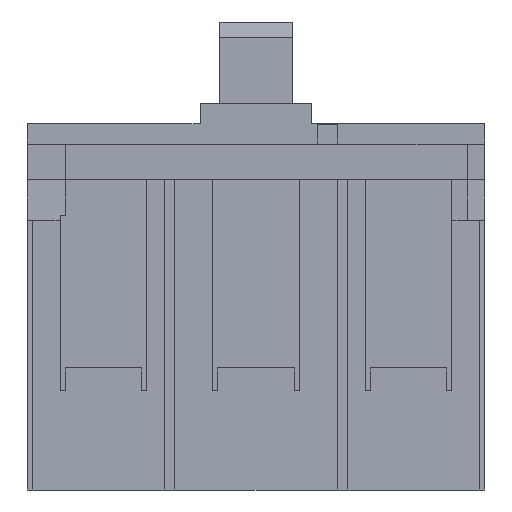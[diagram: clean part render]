
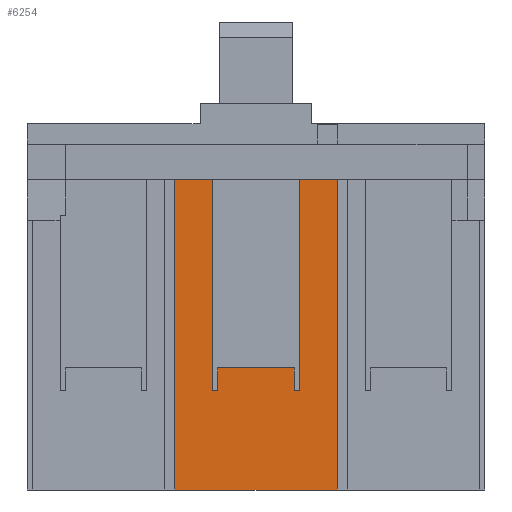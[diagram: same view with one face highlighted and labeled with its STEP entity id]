
A CAD part, front view. The second image highlights one B-rep face of the part: STEP entity #6254.
In plain terms, the highlighted free-form (B-spline) face has degree [1, 1] with [2, 2] control points.
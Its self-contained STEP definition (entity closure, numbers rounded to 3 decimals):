
#6254 = ADVANCED_FACE('',(#6255),#6269,.T.);
#6255 = FACE_BOUND('',#6256,.T.);
#6256 = EDGE_LOOP('',(#6257,#6279,#6294,#6309,#6324,#6339,#6354,#6369,
    #6384,#6399,#6414,#6429));
#6257 = ORIENTED_EDGE('',*,*,#6258,.T.);
#6258 = EDGE_CURVE('',#6259,#6261,#6263,.T.);
#6259 = VERTEX_POINT('',#6260);
#6260 = CARTESIAN_POINT('',(-16.,0.,0.));
#6261 = VERTEX_POINT('',#6262);
#6262 = CARTESIAN_POINT('',(-16.,0.,61.));
#6263 = SURFACE_CURVE('',#6264,(#6268),.PCURVE_S1.);
#6264 = LINE('',#6265,#6266);
#6265 = CARTESIAN_POINT('',(-16.,0.,0.));
#6266 = VECTOR('',#6267,1.);
#6267 = DIRECTION('',(0.,0.,1.));
#6268 = PCURVE('',#6269,#6274);
#6269 = B_SPLINE_SURFACE_WITH_KNOTS('',1,1,(
    (#6270,#6271)
    ,(#6272,#6273
    )),.UNSPECIFIED.,.F.,.F.,.F.,(2,2),(2,2),(0.,1.),(0.,1.),
  .PIECEWISE_BEZIER_KNOTS.);
#6270 = CARTESIAN_POINT('',(-16.,0.,0.));
#6271 = CARTESIAN_POINT('',(16.,0.,0.));
#6272 = CARTESIAN_POINT('',(-16.,0.,61.));
#6273 = CARTESIAN_POINT('',(16.,0.,61.));
#6274 = DEFINITIONAL_REPRESENTATION('',(#6275),#6278);
#6275 = B_SPLINE_CURVE_WITH_KNOTS('',1,(#6276,#6277),.UNSPECIFIED.,.F.,
  .F.,(2,2),(0.,61.),.PIECEWISE_BEZIER_KNOTS.);
#6276 = CARTESIAN_POINT('',(0.,0.));
#6277 = CARTESIAN_POINT('',(1.,0.));
#6278 = ( GEOMETRIC_REPRESENTATION_CONTEXT(2) 
PARAMETRIC_REPRESENTATION_CONTEXT() REPRESENTATION_CONTEXT('2D SPACE',''
  ) );
#6279 = ORIENTED_EDGE('',*,*,#6280,.T.);
#6280 = EDGE_CURVE('',#6261,#6281,#6283,.T.);
#6281 = VERTEX_POINT('',#6282);
#6282 = CARTESIAN_POINT('',(-8.5,0.,61.));
#6283 = SURFACE_CURVE('',#6284,(#6288),.PCURVE_S1.);
#6284 = LINE('',#6285,#6286);
#6285 = CARTESIAN_POINT('',(-16.,0.,61.));
#6286 = VECTOR('',#6287,1.);
#6287 = DIRECTION('',(1.,0.,0.));
#6288 = PCURVE('',#6269,#6289);
#6289 = DEFINITIONAL_REPRESENTATION('',(#6290),#6293);
#6290 = B_SPLINE_CURVE_WITH_KNOTS('',1,(#6291,#6292),.UNSPECIFIED.,.F.,
  .F.,(2,2),(0.,7.5),.PIECEWISE_BEZIER_KNOTS.);
#6291 = CARTESIAN_POINT('',(1.,0.));
#6292 = CARTESIAN_POINT('',(1.,0.234));
#6293 = ( GEOMETRIC_REPRESENTATION_CONTEXT(2) 
PARAMETRIC_REPRESENTATION_CONTEXT() REPRESENTATION_CONTEXT('2D SPACE',''
  ) );
#6294 = ORIENTED_EDGE('',*,*,#6295,.T.);
#6295 = EDGE_CURVE('',#6281,#6296,#6298,.T.);
#6296 = VERTEX_POINT('',#6297);
#6297 = CARTESIAN_POINT('',(-8.5,0.,19.5));
#6298 = SURFACE_CURVE('',#6299,(#6303),.PCURVE_S1.);
#6299 = LINE('',#6300,#6301);
#6300 = CARTESIAN_POINT('',(-8.5,0.,61.));
#6301 = VECTOR('',#6302,1.);
#6302 = DIRECTION('',(0.,0.,-1.));
#6303 = PCURVE('',#6269,#6304);
#6304 = DEFINITIONAL_REPRESENTATION('',(#6305),#6308);
#6305 = B_SPLINE_CURVE_WITH_KNOTS('',1,(#6306,#6307),.UNSPECIFIED.,.F.,
  .F.,(2,2),(0.,41.5),.PIECEWISE_BEZIER_KNOTS.);
#6306 = CARTESIAN_POINT('',(1.,0.234));
#6307 = CARTESIAN_POINT('',(0.32,0.234));
#6308 = ( GEOMETRIC_REPRESENTATION_CONTEXT(2) 
PARAMETRIC_REPRESENTATION_CONTEXT() REPRESENTATION_CONTEXT('2D SPACE',''
  ) );
#6309 = ORIENTED_EDGE('',*,*,#6310,.T.);
#6310 = EDGE_CURVE('',#6296,#6311,#6313,.T.);
#6311 = VERTEX_POINT('',#6312);
#6312 = CARTESIAN_POINT('',(-7.5,0.,19.5));
#6313 = SURFACE_CURVE('',#6314,(#6318),.PCURVE_S1.);
#6314 = LINE('',#6315,#6316);
#6315 = CARTESIAN_POINT('',(-8.5,0.,19.5));
#6316 = VECTOR('',#6317,1.);
#6317 = DIRECTION('',(1.,0.,0.));
#6318 = PCURVE('',#6269,#6319);
#6319 = DEFINITIONAL_REPRESENTATION('',(#6320),#6323);
#6320 = B_SPLINE_CURVE_WITH_KNOTS('',1,(#6321,#6322),.UNSPECIFIED.,.F.,
  .F.,(2,2),(0.,1.),.PIECEWISE_BEZIER_KNOTS.);
#6321 = CARTESIAN_POINT('',(0.32,0.234));
#6322 = CARTESIAN_POINT('',(0.32,0.266));
#6323 = ( GEOMETRIC_REPRESENTATION_CONTEXT(2) 
PARAMETRIC_REPRESENTATION_CONTEXT() REPRESENTATION_CONTEXT('2D SPACE',''
  ) );
#6324 = ORIENTED_EDGE('',*,*,#6325,.T.);
#6325 = EDGE_CURVE('',#6311,#6326,#6328,.T.);
#6326 = VERTEX_POINT('',#6327);
#6327 = CARTESIAN_POINT('',(-7.5,0.,24.));
#6328 = SURFACE_CURVE('',#6329,(#6333),.PCURVE_S1.);
#6329 = LINE('',#6330,#6331);
#6330 = CARTESIAN_POINT('',(-7.5,0.,19.5));
#6331 = VECTOR('',#6332,1.);
#6332 = DIRECTION('',(0.,0.,1.));
#6333 = PCURVE('',#6269,#6334);
#6334 = DEFINITIONAL_REPRESENTATION('',(#6335),#6338);
#6335 = B_SPLINE_CURVE_WITH_KNOTS('',1,(#6336,#6337),.UNSPECIFIED.,.F.,
  .F.,(2,2),(0.,4.5),.PIECEWISE_BEZIER_KNOTS.);
#6336 = CARTESIAN_POINT('',(0.32,0.266));
#6337 = CARTESIAN_POINT('',(0.393,0.266));
#6338 = ( GEOMETRIC_REPRESENTATION_CONTEXT(2) 
PARAMETRIC_REPRESENTATION_CONTEXT() REPRESENTATION_CONTEXT('2D SPACE',''
  ) );
#6339 = ORIENTED_EDGE('',*,*,#6340,.T.);
#6340 = EDGE_CURVE('',#6326,#6341,#6343,.T.);
#6341 = VERTEX_POINT('',#6342);
#6342 = CARTESIAN_POINT('',(7.5,0.,24.));
#6343 = SURFACE_CURVE('',#6344,(#6348),.PCURVE_S1.);
#6344 = LINE('',#6345,#6346);
#6345 = CARTESIAN_POINT('',(-7.5,0.,24.));
#6346 = VECTOR('',#6347,1.);
#6347 = DIRECTION('',(1.,0.,0.));
#6348 = PCURVE('',#6269,#6349);
#6349 = DEFINITIONAL_REPRESENTATION('',(#6350),#6353);
#6350 = B_SPLINE_CURVE_WITH_KNOTS('',1,(#6351,#6352),.UNSPECIFIED.,.F.,
  .F.,(2,2),(0.,15.),.PIECEWISE_BEZIER_KNOTS.);
#6351 = CARTESIAN_POINT('',(0.393,0.266));
#6352 = CARTESIAN_POINT('',(0.393,0.734));
#6353 = ( GEOMETRIC_REPRESENTATION_CONTEXT(2) 
PARAMETRIC_REPRESENTATION_CONTEXT() REPRESENTATION_CONTEXT('2D SPACE',''
  ) );
#6354 = ORIENTED_EDGE('',*,*,#6355,.T.);
#6355 = EDGE_CURVE('',#6341,#6356,#6358,.T.);
#6356 = VERTEX_POINT('',#6357);
#6357 = CARTESIAN_POINT('',(7.5,0.,19.5));
#6358 = SURFACE_CURVE('',#6359,(#6363),.PCURVE_S1.);
#6359 = LINE('',#6360,#6361);
#6360 = CARTESIAN_POINT('',(7.5,0.,24.));
#6361 = VECTOR('',#6362,1.);
#6362 = DIRECTION('',(0.,0.,-1.));
#6363 = PCURVE('',#6269,#6364);
#6364 = DEFINITIONAL_REPRESENTATION('',(#6365),#6368);
#6365 = B_SPLINE_CURVE_WITH_KNOTS('',1,(#6366,#6367),.UNSPECIFIED.,.F.,
  .F.,(2,2),(0.,4.5),.PIECEWISE_BEZIER_KNOTS.);
#6366 = CARTESIAN_POINT('',(0.393,0.734));
#6367 = CARTESIAN_POINT('',(0.32,0.734));
#6368 = ( GEOMETRIC_REPRESENTATION_CONTEXT(2) 
PARAMETRIC_REPRESENTATION_CONTEXT() REPRESENTATION_CONTEXT('2D SPACE',''
  ) );
#6369 = ORIENTED_EDGE('',*,*,#6370,.T.);
#6370 = EDGE_CURVE('',#6356,#6371,#6373,.T.);
#6371 = VERTEX_POINT('',#6372);
#6372 = CARTESIAN_POINT('',(8.5,0.,19.5));
#6373 = SURFACE_CURVE('',#6374,(#6378),.PCURVE_S1.);
#6374 = LINE('',#6375,#6376);
#6375 = CARTESIAN_POINT('',(7.5,0.,19.5));
#6376 = VECTOR('',#6377,1.);
#6377 = DIRECTION('',(1.,0.,0.));
#6378 = PCURVE('',#6269,#6379);
#6379 = DEFINITIONAL_REPRESENTATION('',(#6380),#6383);
#6380 = B_SPLINE_CURVE_WITH_KNOTS('',1,(#6381,#6382),.UNSPECIFIED.,.F.,
  .F.,(2,2),(0.,1.),.PIECEWISE_BEZIER_KNOTS.);
#6381 = CARTESIAN_POINT('',(0.32,0.734));
#6382 = CARTESIAN_POINT('',(0.32,0.766));
#6383 = ( GEOMETRIC_REPRESENTATION_CONTEXT(2) 
PARAMETRIC_REPRESENTATION_CONTEXT() REPRESENTATION_CONTEXT('2D SPACE',''
  ) );
#6384 = ORIENTED_EDGE('',*,*,#6385,.T.);
#6385 = EDGE_CURVE('',#6371,#6386,#6388,.T.);
#6386 = VERTEX_POINT('',#6387);
#6387 = CARTESIAN_POINT('',(8.5,0.,61.));
#6388 = SURFACE_CURVE('',#6389,(#6393),.PCURVE_S1.);
#6389 = LINE('',#6390,#6391);
#6390 = CARTESIAN_POINT('',(8.5,0.,19.5));
#6391 = VECTOR('',#6392,1.);
#6392 = DIRECTION('',(0.,0.,1.));
#6393 = PCURVE('',#6269,#6394);
#6394 = DEFINITIONAL_REPRESENTATION('',(#6395),#6398);
#6395 = B_SPLINE_CURVE_WITH_KNOTS('',1,(#6396,#6397),.UNSPECIFIED.,.F.,
  .F.,(2,2),(0.,41.5),.PIECEWISE_BEZIER_KNOTS.);
#6396 = CARTESIAN_POINT('',(0.32,0.766));
#6397 = CARTESIAN_POINT('',(1.,0.766));
#6398 = ( GEOMETRIC_REPRESENTATION_CONTEXT(2) 
PARAMETRIC_REPRESENTATION_CONTEXT() REPRESENTATION_CONTEXT('2D SPACE',''
  ) );
#6399 = ORIENTED_EDGE('',*,*,#6400,.T.);
#6400 = EDGE_CURVE('',#6386,#6401,#6403,.T.);
#6401 = VERTEX_POINT('',#6402);
#6402 = CARTESIAN_POINT('',(16.,0.,61.));
#6403 = SURFACE_CURVE('',#6404,(#6408),.PCURVE_S1.);
#6404 = LINE('',#6405,#6406);
#6405 = CARTESIAN_POINT('',(8.5,0.,61.));
#6406 = VECTOR('',#6407,1.);
#6407 = DIRECTION('',(1.,0.,0.));
#6408 = PCURVE('',#6269,#6409);
#6409 = DEFINITIONAL_REPRESENTATION('',(#6410),#6413);
#6410 = B_SPLINE_CURVE_WITH_KNOTS('',1,(#6411,#6412),.UNSPECIFIED.,.F.,
  .F.,(2,2),(0.,7.5),.PIECEWISE_BEZIER_KNOTS.);
#6411 = CARTESIAN_POINT('',(1.,0.766));
#6412 = CARTESIAN_POINT('',(1.,1.));
#6413 = ( GEOMETRIC_REPRESENTATION_CONTEXT(2) 
PARAMETRIC_REPRESENTATION_CONTEXT() REPRESENTATION_CONTEXT('2D SPACE',''
  ) );
#6414 = ORIENTED_EDGE('',*,*,#6415,.T.);
#6415 = EDGE_CURVE('',#6401,#6416,#6418,.T.);
#6416 = VERTEX_POINT('',#6417);
#6417 = CARTESIAN_POINT('',(16.,0.,0.));
#6418 = SURFACE_CURVE('',#6419,(#6423),.PCURVE_S1.);
#6419 = LINE('',#6420,#6421);
#6420 = CARTESIAN_POINT('',(16.,0.,61.));
#6421 = VECTOR('',#6422,1.);
#6422 = DIRECTION('',(0.,0.,-1.));
#6423 = PCURVE('',#6269,#6424);
#6424 = DEFINITIONAL_REPRESENTATION('',(#6425),#6428);
#6425 = B_SPLINE_CURVE_WITH_KNOTS('',1,(#6426,#6427),.UNSPECIFIED.,.F.,
  .F.,(2,2),(0.,61.),.PIECEWISE_BEZIER_KNOTS.);
#6426 = CARTESIAN_POINT('',(1.,1.));
#6427 = CARTESIAN_POINT('',(0.,1.));
#6428 = ( GEOMETRIC_REPRESENTATION_CONTEXT(2) 
PARAMETRIC_REPRESENTATION_CONTEXT() REPRESENTATION_CONTEXT('2D SPACE',''
  ) );
#6429 = ORIENTED_EDGE('',*,*,#6430,.T.);
#6430 = EDGE_CURVE('',#6416,#6259,#6431,.T.);
#6431 = SURFACE_CURVE('',#6432,(#6436),.PCURVE_S1.);
#6432 = LINE('',#6433,#6434);
#6433 = CARTESIAN_POINT('',(16.,0.,0.));
#6434 = VECTOR('',#6435,1.);
#6435 = DIRECTION('',(-1.,0.,0.));
#6436 = PCURVE('',#6269,#6437);
#6437 = DEFINITIONAL_REPRESENTATION('',(#6438),#6441);
#6438 = B_SPLINE_CURVE_WITH_KNOTS('',1,(#6439,#6440),.UNSPECIFIED.,.F.,
  .F.,(2,2),(0.,32.),.PIECEWISE_BEZIER_KNOTS.);
#6439 = CARTESIAN_POINT('',(0.,1.));
#6440 = CARTESIAN_POINT('',(0.,0.));
#6441 = ( GEOMETRIC_REPRESENTATION_CONTEXT(2) 
PARAMETRIC_REPRESENTATION_CONTEXT() REPRESENTATION_CONTEXT('2D SPACE',''
  ) );
